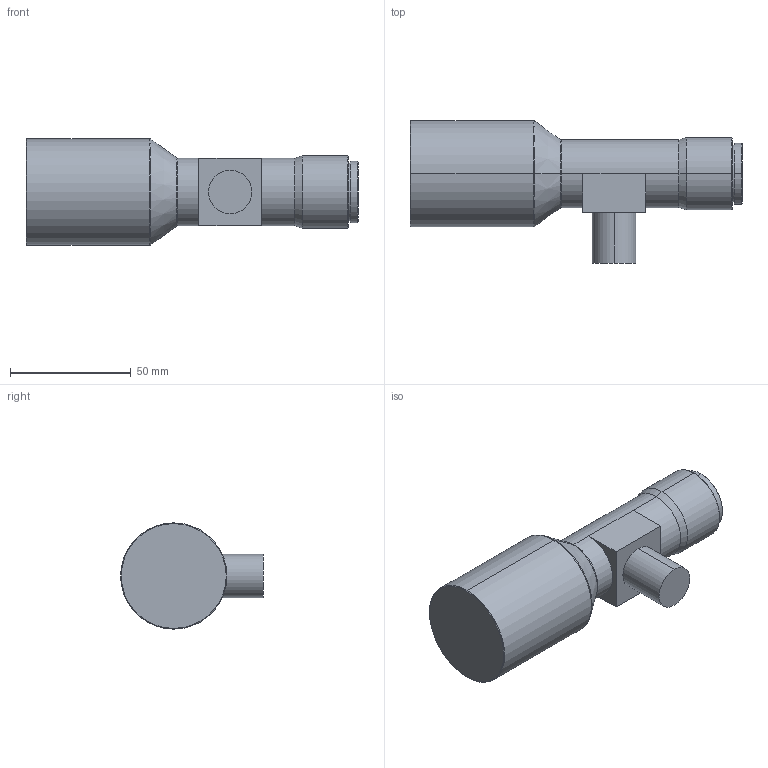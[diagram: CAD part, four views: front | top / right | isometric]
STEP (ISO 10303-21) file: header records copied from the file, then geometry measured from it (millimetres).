
FILE_DESCRIPTION (( 'STEP AP203' ), '1' );
FILE_NAME ('WWK07-108C-110.STEP', '2021-05-18T08:56:27', ( 'Windows User' ), ( 'P R C' ), 'SwSTEP 2.0', 'SolidWorks 2017', '' );
FILE_SCHEMA (( 'CONFIG_CONTROL_DESIGN' ));
Length unit declared in the file: millimetre
Products named in the file (1): WWK07-108C-110
Bounding box: 137.4 x 59.1 x 44 mm (x, y, z)
Volume: 146144.1 mm3; surface area: 19529.7 mm2
Topology: 1 solids, 1 shells, 37 faces, 74 edges, 42 vertices
Faces by surface type: cylinder 13, cone 10, plane 10, torus 4
Entity records: 1029 total; most frequent: DIRECTION 190, CARTESIAN_POINT 154, ORIENTED_EDGE 148, AXIS2_PLACEMENT_3D 78, EDGE_CURVE 74, VERTEX_POINT 42, CIRCLE 40, EDGE_LOOP 40
